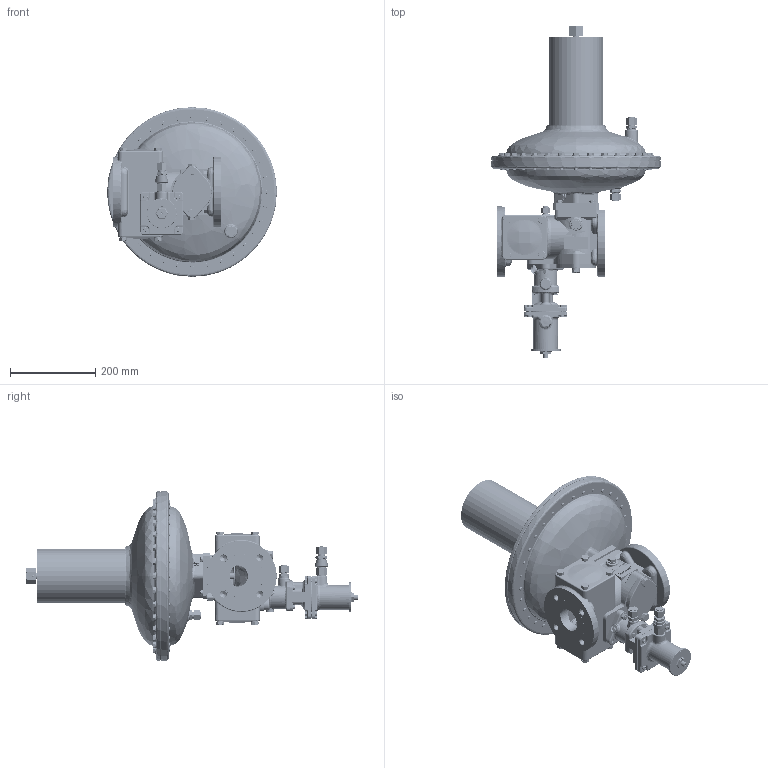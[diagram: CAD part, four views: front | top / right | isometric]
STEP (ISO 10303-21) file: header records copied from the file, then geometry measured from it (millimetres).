
FILE_DESCRIPTION (( 'STEP AP214' ), '1' );
FILE_NAME ('V_MB_HON370_50_RE2_K1a_K2a_-_.STEP', '2017-03-15T10:22:56', ( '' ), ( '' ), 'SwSTEP 2.0', 'SolidWorks 2015', '' );
FILE_SCHEMA (( 'AUTOMOTIVE_DESIGN' ));
Length unit declared in the file: millimetre
Products named in the file (1): V_MB_HON370_50_RE2_K1a_K2a_-_
Bounding box: 398 x 779.38 x 398 mm (x, y, z)
Volume: 7576543.9 mm3; surface area: 1698177.7 mm2
Topology: 170 solids, 170 shells, 5542 faces, 13250 edges, 8174 vertices
Faces by surface type: plane 1954, cylinder 1661, cone 1147, bspline 780
Entity records: 219143 total; most frequent: CARTESIAN_POINT 92951, ORIENTED_EDGE 26244, DIRECTION 25404, EDGE_CURVE 13122, AXIS2_PLACEMENT_3D 10172, VERTEX_POINT 8174, EDGE_LOOP 6246, FACE_OUTER_BOUND 5542
